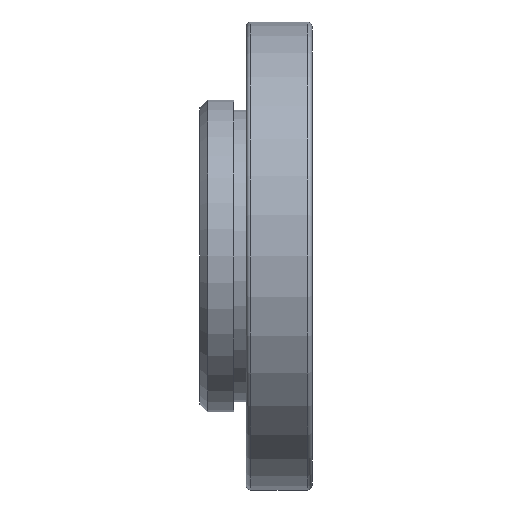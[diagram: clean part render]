
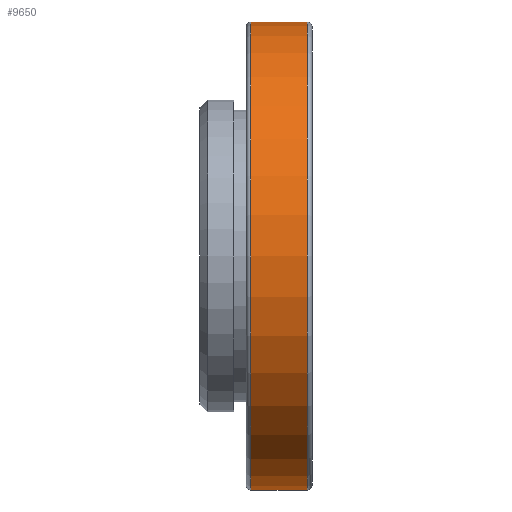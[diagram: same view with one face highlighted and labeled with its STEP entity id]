
A CAD part, front view. The second image highlights one B-rep face of the part: STEP entity #9650.
In plain terms, the highlighted cylindrical face has radius 15.25 mm (diameter 30.5 mm), a partial arc.
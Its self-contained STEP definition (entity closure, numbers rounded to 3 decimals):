
#351 = VERTEX_POINT ( 'NONE', #2566 ) ;
#452 = ORIENTED_EDGE ( 'NONE', *, *, #13948, .T. ) ;
#810 = CIRCLE ( 'NONE', #1493, 15.25 ) ;
#1056 = ORIENTED_EDGE ( 'NONE', *, *, #5150, .T. ) ;
#1493 = AXIS2_PLACEMENT_3D ( 'NONE', #2512, #12325, #10189 ) ;
#2272 = VECTOR ( 'NONE', #2836, 1000. ) ;
#2512 = CARTESIAN_POINT ( 'NONE',  ( -4., 0., 0. ) ) ;
#2566 = CARTESIAN_POINT ( 'NONE',  ( -0.3, 0., 15.25 ) ) ;
#2793 = ORIENTED_EDGE ( 'NONE', *, *, #12228, .T. ) ;
#2836 = DIRECTION ( 'NONE',  ( 1., 0., 0. ) ) ;
#4970 = CARTESIAN_POINT ( 'NONE',  ( 0., 0., 15.25 ) ) ;
#5150 = EDGE_CURVE ( 'NONE', #8549, #351, #11806, .T. ) ;
#5193 = VERTEX_POINT ( 'NONE', #13542 ) ;
#5589 = DIRECTION ( 'NONE',  ( 0., 0., -1. ) ) ;
#6110 = LINE ( 'NONE', #13736, #6367 ) ;
#6295 = CARTESIAN_POINT ( 'NONE',  ( -4., 0., -15.25 ) ) ;
#6367 = VECTOR ( 'NONE', #12798, 1000. ) ;
#6576 = DIRECTION ( 'NONE',  ( -1., 0., 0. ) ) ;
#6849 = FACE_OUTER_BOUND ( 'NONE', #8394, .T. ) ;
#7627 = CARTESIAN_POINT ( 'NONE',  ( -0.3, 0., 0. ) ) ;
#7906 = CYLINDRICAL_SURFACE ( 'NONE', #8376, 15.25 ) ;
#7933 = ORIENTED_EDGE ( 'NONE', *, *, #11170, .F. ) ;
#8376 = AXIS2_PLACEMENT_3D ( 'NONE', #9980, #8774, #5589 ) ;
#8394 = EDGE_LOOP ( 'NONE', ( #7933, #452, #2793, #1056 ) ) ;
#8420 = CARTESIAN_POINT ( 'NONE',  ( -0.3, 0., -15.25 ) ) ;
#8446 = VERTEX_POINT ( 'NONE', #6295 ) ;
#8549 = VERTEX_POINT ( 'NONE', #8420 ) ;
#8774 = DIRECTION ( 'NONE',  ( 1., 0., 0. ) ) ;
#9650 = ADVANCED_FACE ( 'NONE', ( #6849 ), #7906, .T. ) ;
#9980 = CARTESIAN_POINT ( 'NONE',  ( 0., 0., 0. ) ) ;
#10189 = DIRECTION ( 'NONE',  ( 0., 0., 1. ) ) ;
#10445 = LINE ( 'NONE', #4970, #2272 ) ;
#10917 = DIRECTION ( 'NONE',  ( 0., 0., -1. ) ) ;
#11170 = EDGE_CURVE ( 'NONE', #5193, #351, #10445, .T. ) ;
#11806 = CIRCLE ( 'NONE', #13393, 15.25 ) ;
#12228 = EDGE_CURVE ( 'NONE', #8446, #8549, #6110, .T. ) ;
#12325 = DIRECTION ( 'NONE',  ( 1., 0., 0. ) ) ;
#12798 = DIRECTION ( 'NONE',  ( 1., 0., 0. ) ) ;
#13393 = AXIS2_PLACEMENT_3D ( 'NONE', #7627, #6576, #10917 ) ;
#13542 = CARTESIAN_POINT ( 'NONE',  ( -4., 0., 15.25 ) ) ;
#13736 = CARTESIAN_POINT ( 'NONE',  ( 0., 0., -15.25 ) ) ;
#13948 = EDGE_CURVE ( 'NONE', #5193, #8446, #810, .T. ) ;
